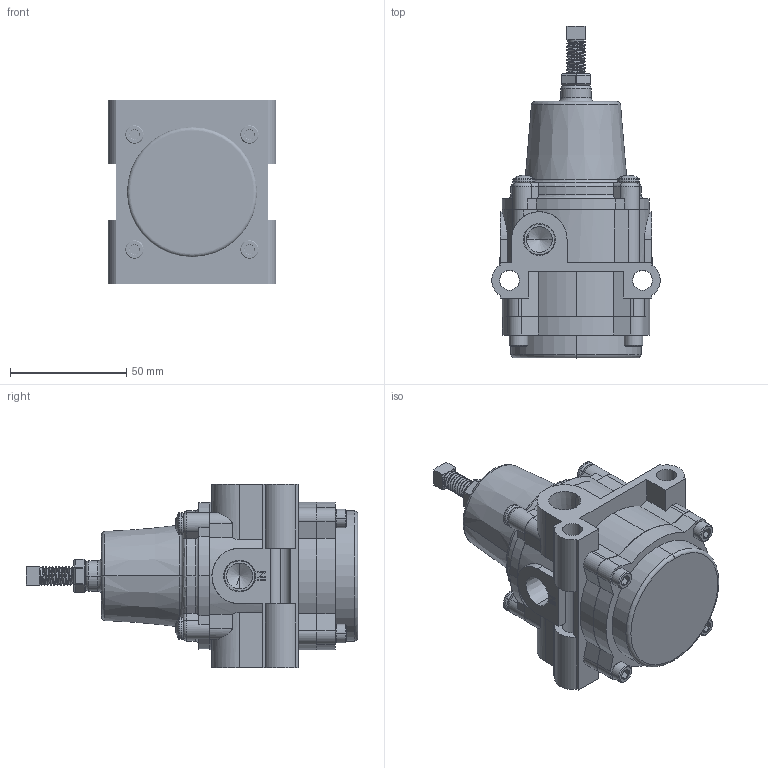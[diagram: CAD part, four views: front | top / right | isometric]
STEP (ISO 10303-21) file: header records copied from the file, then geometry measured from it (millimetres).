
FILE_DESCRIPTION (( 'STEP AP203' ), '1' );
FILE_NAME ('BR-323.step', '2015-10-20T15:00:23', ( '' ), ( '' ), 'SwSTEP 2.0', 'SolidWorks 2015', '' );
FILE_SCHEMA (( 'CONFIG_CONTROL_DESIGN' ));
Length unit declared in the file: inch
Products named in the file (1): BR-323
Bounding box: 72.39 x 142.57 x 78.74 mm (x, y, z)
Volume: 304822.9 mm3; surface area: 62479.9 mm2
Topology: 13 solids, 13 shells, 1460 faces, 4119 edges, 2686 vertices
Faces by surface type: cylinder 963, plane 268, cone 141, torus 42, bspline 38, sphere 8
Entity records: 67189 total; most frequent: CARTESIAN_POINT 34377, ORIENTED_EDGE 8186, DIRECTION 5689, EDGE_CURVE 4093, VERTEX_POINT 2686, AXIS2_PLACEMENT_3D 2057, VECTOR 1575, LINE 1575
